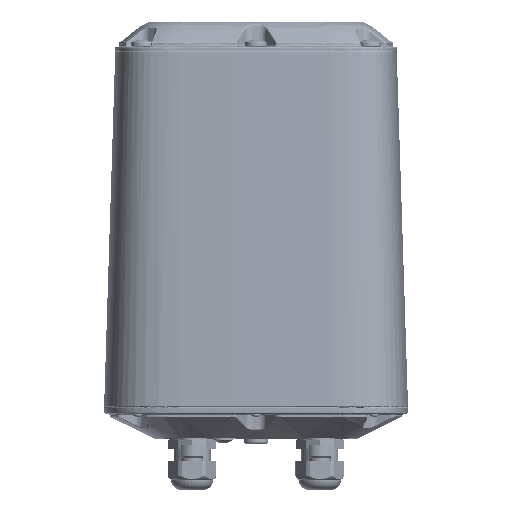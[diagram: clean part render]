
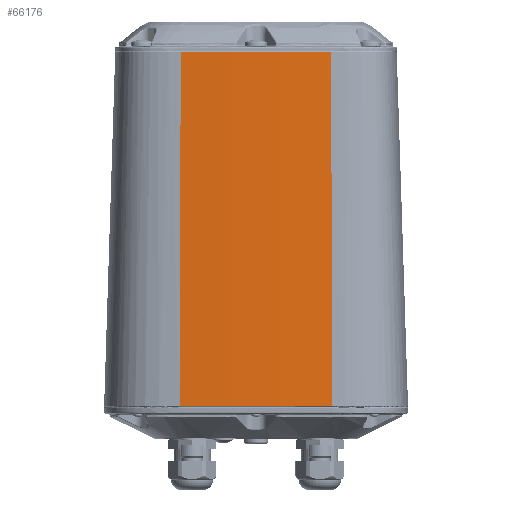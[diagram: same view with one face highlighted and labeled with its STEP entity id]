
A CAD part, top view. The second image highlights one B-rep face of the part: STEP entity #66176.
In plain terms, the highlighted conical face has half-angle 1.8 degrees and reference radius 117.184 mm.
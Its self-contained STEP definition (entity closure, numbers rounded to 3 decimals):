
#7635=FACE_OUTER_BOUND('',#11500,.T.);
#11500=EDGE_LOOP('',(#46234,#46235,#46236,#46237));
#15825=LINE('',#100011,#21154);
#15826=LINE('',#100015,#21155);
#21154=VECTOR('',#76375,10.);
#21155=VECTOR('',#76380,10.);
#26383=CIRCLE('',#70658,1065.307);
#26400=CIRCLE('',#70687,1058.512);
#28809=VERTEX_POINT('',#98372);
#28811=VERTEX_POINT('',#98395);
#28869=VERTEX_POINT('',#99874);
#28870=VERTEX_POINT('',#100013);
#35604=EDGE_CURVE('',#28809,#28811,#26383,.T.);
#35682=EDGE_CURVE('',#28809,#28869,#15825,.T.);
#35683=EDGE_CURVE('',#28869,#28870,#26400,.T.);
#35684=EDGE_CURVE('',#28870,#28811,#15826,.T.);
#46234=ORIENTED_EDGE('',*,*,#35682,.T.);
#46235=ORIENTED_EDGE('',*,*,#35683,.T.);
#46236=ORIENTED_EDGE('',*,*,#35684,.T.);
#46237=ORIENTED_EDGE('',*,*,#35604,.F.);
#65911=CONICAL_SURFACE('',#70686,117.184,0.031);
#66176=ADVANCED_FACE('',(#7635),#65911,.T.);
#70658=AXIS2_PLACEMENT_3D('',#98396,#76284,#76285);
#70686=AXIS2_PLACEMENT_3D('',#100012,#76376,#76377);
#70687=AXIS2_PLACEMENT_3D('',#100014,#76378,#76379);
#76284=DIRECTION('center_axis',(0.,-1.,0.));
#76285=DIRECTION('ref_axis',(0.999,0.,0.043));
#76375=DIRECTION('',(-0.031,1.,0.001));
#76376=DIRECTION('center_axis',(0.,-1.,0.));
#76377=DIRECTION('ref_axis',(-0.581,0.,0.814));
#76378=DIRECTION('center_axis',(0.,-1.,0.));
#76379=DIRECTION('ref_axis',(0.999,0.,0.043));
#76380=DIRECTION('',(0.031,-1.,0.001));
#98372=CARTESIAN_POINT('',(78.3,-216.594,-46.296));
#98395=CARTESIAN_POINT('',(78.3,-216.594,46.296));
#98396=CARTESIAN_POINT('Origin',(-986.,-216.594,0.));
#99874=CARTESIAN_POINT('',(71.512,-0.394,-46.001));
#100011=CARTESIAN_POINT('',(78.3,-216.594,-46.296));
#100012=CARTESIAN_POINT('Origin',(-986.,29953.169,0.));
#100013=CARTESIAN_POINT('',(71.512,-0.394,46.001));
#100014=CARTESIAN_POINT('Origin',(-986.,-0.394,
0.));
#100015=CARTESIAN_POINT('',(71.512,-0.394,46.001));
